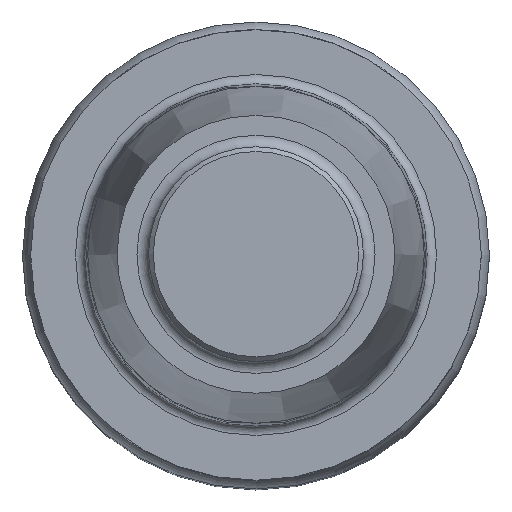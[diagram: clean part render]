
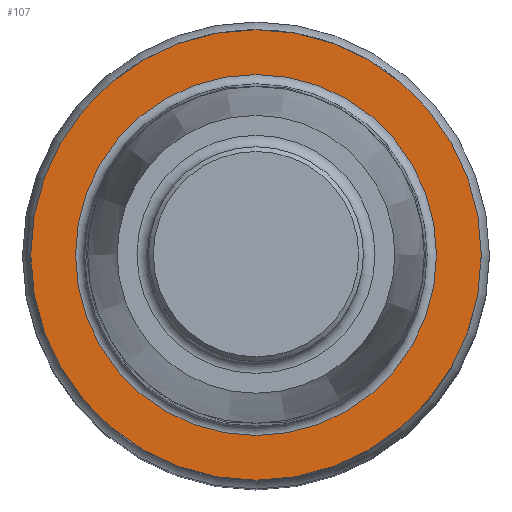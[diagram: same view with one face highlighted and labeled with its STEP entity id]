
A CAD part, top view. The second image highlights one B-rep face of the part: STEP entity #107.
In plain terms, the highlighted planar face has unit normal (0, 0, 1).
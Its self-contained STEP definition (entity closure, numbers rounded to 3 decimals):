
#90=FACE_BOUND('',#171,.T.);
#91=FACE_BOUND('',#172,.T.);
#107=ADVANCED_FACE('',(#90,#91),#124,.F.);
#124=PLANE('',#849);
#171=EDGE_LOOP('',(#225));
#172=EDGE_LOOP('',(#226));
#225=ORIENTED_EDGE('',*,*,#302,.F.);
#226=ORIENTED_EDGE('',*,*,#311,.T.);
#272=VERTEX_POINT('',#1152);
#281=VERTEX_POINT('',#1231);
#302=EDGE_CURVE('',#272,#272,#349,.T.);
#311=EDGE_CURVE('',#281,#281,#350,.T.);
#349=CIRCLE('',#840,7.731);
#350=CIRCLE('',#844,9.65);
#840=AXIS2_PLACEMENT_3D('',#1151,#974,#975);
#844=AXIS2_PLACEMENT_3D('',#1230,#984,#985);
#849=AXIS2_PLACEMENT_3D('',#1311,#996,#997);
#974=DIRECTION('',(0.,0.,1.));
#975=DIRECTION('',(1.,0.,0.));
#984=DIRECTION('',(0.,0.,1.));
#985=DIRECTION('',(1.,0.,0.));
#996=DIRECTION('',(0.,0.,-1.));
#997=DIRECTION('',(-1.,0.,0.));
#1151=CARTESIAN_POINT('',(0.,0.,0.));
#1152=CARTESIAN_POINT('',(7.731,0.,0.));
#1230=CARTESIAN_POINT('',(0.,0.,0.));
#1231=CARTESIAN_POINT('',(9.65,0.,0.));
#1311=CARTESIAN_POINT('',(0.,9.65,0.));
